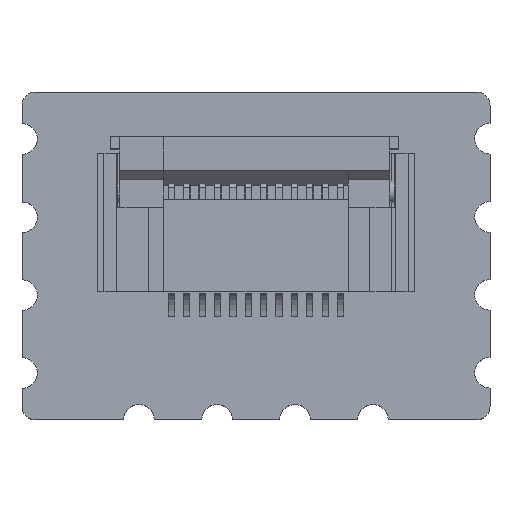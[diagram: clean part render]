
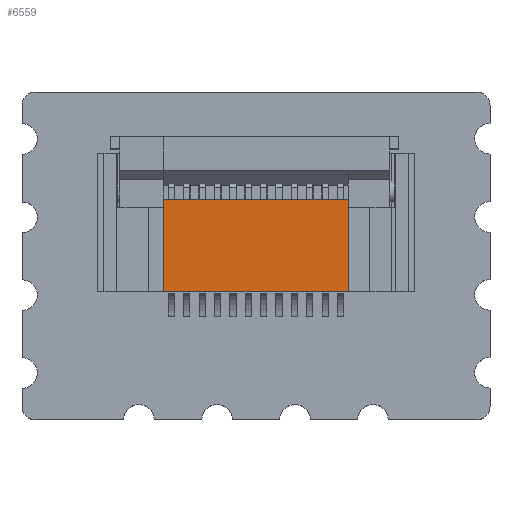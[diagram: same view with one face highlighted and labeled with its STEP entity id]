
A CAD part, top view. The second image highlights one B-rep face of the part: STEP entity #6559.
In plain terms, the highlighted planar face has unit normal (0, 0, 1).
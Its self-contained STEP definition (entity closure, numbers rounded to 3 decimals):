
#4624 = VERTEX_POINT('',#4625);
#4625 = CARTESIAN_POINT('',(-0.25,-3.75,2.1));
#4631 = EDGE_CURVE('',#4632,#4624,#4634,.T.);
#4632 = VERTEX_POINT('',#4633);
#4633 = CARTESIAN_POINT('',(-0.25,-0.75,2.1));
#4634 = LINE('',#4635,#4636);
#4635 = CARTESIAN_POINT('',(-0.25,-0.75,2.1));
#4636 = VECTOR('',#4637,1.);
#4637 = DIRECTION('',(0.,-1.,0.));
#6541 = VERTEX_POINT('',#6542);
#6542 = CARTESIAN_POINT('',(5.75,-3.75,2.1));
#6548 = EDGE_CURVE('',#6541,#4624,#6549,.T.);
#6549 = LINE('',#6550,#6551);
#6550 = CARTESIAN_POINT('',(5.75,-3.75,2.1));
#6551 = VECTOR('',#6552,1.);
#6552 = DIRECTION('',(-1.,0.,0.));
#6559 = ADVANCED_FACE('',(#6560),#6578,.T.);
#6560 = FACE_BOUND('',#6561,.T.);
#6561 = EDGE_LOOP('',(#6562,#6570,#6576,#6577));
#6562 = ORIENTED_EDGE('',*,*,#6563,.T.);
#6563 = EDGE_CURVE('',#6541,#6564,#6566,.T.);
#6564 = VERTEX_POINT('',#6565);
#6565 = CARTESIAN_POINT('',(5.75,-0.75,2.1));
#6566 = LINE('',#6567,#6568);
#6567 = CARTESIAN_POINT('',(5.75,-3.75,2.1));
#6568 = VECTOR('',#6569,1.);
#6569 = DIRECTION('',(0.,1.,0.));
#6570 = ORIENTED_EDGE('',*,*,#6571,.T.);
#6571 = EDGE_CURVE('',#6564,#4632,#6572,.T.);
#6572 = LINE('',#6573,#6574);
#6573 = CARTESIAN_POINT('',(5.75,-0.75,2.1));
#6574 = VECTOR('',#6575,1.);
#6575 = DIRECTION('',(-1.,0.,0.));
#6576 = ORIENTED_EDGE('',*,*,#4631,.T.);
#6577 = ORIENTED_EDGE('',*,*,#6548,.F.);
#6578 = PLANE('',#6579);
#6579 = AXIS2_PLACEMENT_3D('',#6580,#6581,#6582);
#6580 = CARTESIAN_POINT('',(0.,0.,2.1));
#6581 = DIRECTION('',(0.,0.,1.));
#6582 = DIRECTION('',(1.,0.,-0.));
